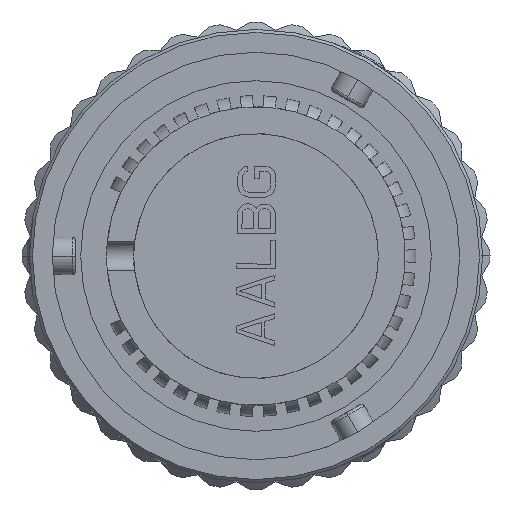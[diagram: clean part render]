
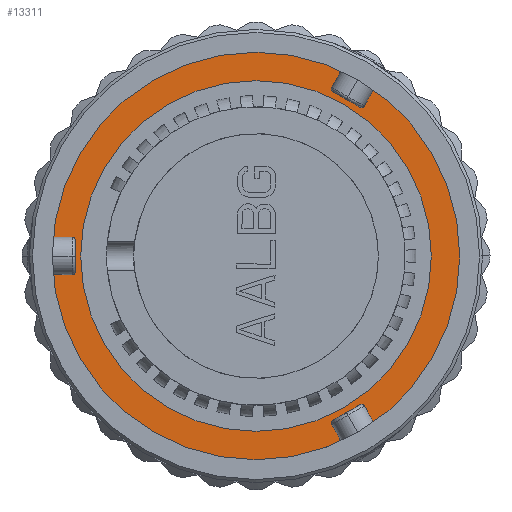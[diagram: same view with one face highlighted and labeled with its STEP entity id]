
A CAD part, left-side view. The second image highlights one B-rep face of the part: STEP entity #13311.
In plain terms, the highlighted planar face has unit normal (-1, 0, 0).
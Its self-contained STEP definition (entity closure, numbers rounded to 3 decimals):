
#54=CARTESIAN_POINT('',(14.99,0.,0.));
#55=DIRECTION('',(1.,0.,0.));
#56=DIRECTION('',(0.,1.,0.));
#57=AXIS2_PLACEMENT_3D('',#54,#55,#56);
#59=CARTESIAN_POINT('',(14.99,0.,0.));
#60=DIRECTION('',(-1.,0.,0.));
#61=DIRECTION('',(0.,1.,0.));
#62=AXIS2_PLACEMENT_3D('',#59,#60,#61);
#64=CARTESIAN_POINT('',(14.99,0.,0.));
#65=DIRECTION('',(-1.,0.,0.));
#66=DIRECTION('',(0.,-1.,0.));
#67=AXIS2_PLACEMENT_3D('',#64,#65,#66);
#9512=CARTESIAN_POINT('',(14.99,0.,0.));
#9513=DIRECTION('',(1.,0.,0.));
#9514=DIRECTION('',(0.,-1.,0.));
#9515=AXIS2_PLACEMENT_3D('',#9512,#9513,#9514);
#12683=CARTESIAN_POINT('',(14.99,11.045,0.));
#12684=CARTESIAN_POINT('',(14.99,-11.045,0.));
#12685=VERTEX_POINT('',#12683);
#12686=VERTEX_POINT('',#12684);
#13160=CARTESIAN_POINT('',(14.99,13.81,-0.002));
#13161=CARTESIAN_POINT('',(14.99,-13.81,0.002));
#13162=VERTEX_POINT('',#13160);
#13163=VERTEX_POINT('',#13161);
#13295=CARTESIAN_POINT('',(14.99,0.,0.));
#13296=DIRECTION('',(1.,0.,0.));
#13297=DIRECTION('',(0.,0.009,-1.));
#13298=AXIS2_PLACEMENT_3D('',#13295,#13296,#13297);
#13299=PLANE('440',#13298);
#13301=ORIENTED_EDGE('2666',*,*,#13300,.F.);
#13303=ORIENTED_EDGE('2667',*,*,#13302,.F.);
#13304=EDGE_LOOP('440',(#13301,#13303));
#13305=FACE_OUTER_BOUND('440',#13304,.F.);
#13306=ORIENTED_EDGE('2251',*,*,#13277,.F.);
#13308=ORIENTED_EDGE('2253',*,*,#13307,.F.);
#13309=EDGE_LOOP('440',(#13306,#13308));
#13310=FACE_BOUND('440',#13309,.F.);
#58=CIRCLE('2251',#57,11.045);
#63=CIRCLE('2666',#62,13.81);
#68=CIRCLE('2667',#67,13.81);
#9516=CIRCLE('2253',#9515,11.045);
#13277=EDGE_CURVE('2251',#12685,#12686,#58,.T.);
#13300=EDGE_CURVE('2666',#13162,#13163,#63,.T.);
#13302=EDGE_CURVE('2667',#13163,#13162,#68,.T.);
#13307=EDGE_CURVE('2253',#12686,#12685,#9516,.T.);
#13311=ADVANCED_FACE('440',(#13305,#13310),#13299,.F.);
